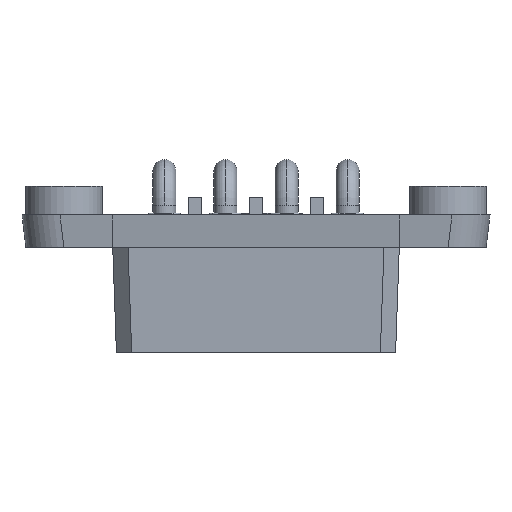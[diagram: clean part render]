
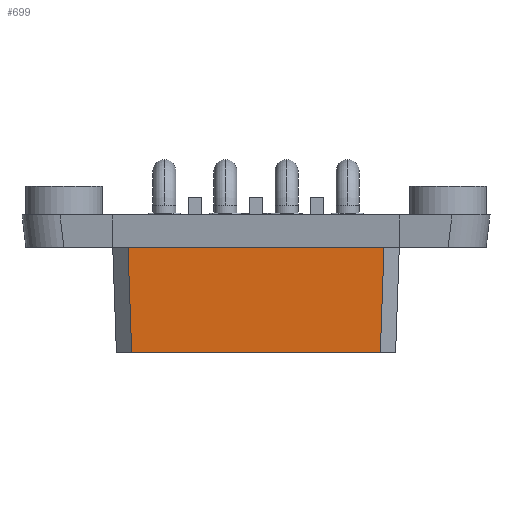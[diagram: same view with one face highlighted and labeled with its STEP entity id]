
A CAD part, front view. The second image highlights one B-rep face of the part: STEP entity #699.
In plain terms, the highlighted free-form (B-spline) face has degree [1, 1] with [2, 2] control points.
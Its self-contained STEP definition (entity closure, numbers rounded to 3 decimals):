
#660=CARTESIAN_POINT('',(8.124,-3.733,6.448));
#661=CARTESIAN_POINT('',(8.124,-3.508,0.));
#662=CARTESIAN_POINT('',(-8.1,-3.733,6.448));
#663=CARTESIAN_POINT('',(-8.1,-3.508,0.));
#664=B_SPLINE_SURFACE_WITH_KNOTS('',1,1,((#660,#661),(#662,#663)),.RULED_SURF.,.F.,.F.,.U.,(2,2),(2,2),(-0.042,1.04),(-0.04,1.),.UNSPECIFIED.);
#665=CARTESIAN_POINT('',(6.724,-3.724,6.2));
#666=VERTEX_POINT('',#665);
#667=CARTESIAN_POINT('',(-6.724,-3.724,6.2));
#668=VERTEX_POINT('',#667);
#669=CARTESIAN_POINT('',(6.724,-3.724,6.2));
#670=DIRECTION('',(-1.,0.,0.));
#671=VECTOR('',#670,13.448);
#672=LINE('',#669,#671);
#673=EDGE_CURVE('',#666,#668,#672,.T.);
#674=ORIENTED_EDGE('',*,*,#673,.T.);
#675=CARTESIAN_POINT('',(-6.507,-3.508,0.));
#676=VERTEX_POINT('',#675);
#677=CARTESIAN_POINT('',(-6.724,-3.724,6.2));
#678=DIRECTION('',(0.035,0.035,-0.999));
#679=VECTOR('',#678,6.208);
#680=LINE('',#677,#679);
#681=EDGE_CURVE('',#668,#676,#680,.T.);
#682=ORIENTED_EDGE('',*,*,#681,.T.);
#683=CARTESIAN_POINT('',(6.507,-3.508,0.));
#684=VERTEX_POINT('',#683);
#685=CARTESIAN_POINT('',(-6.507,-3.508,0.));
#686=DIRECTION('',(1.,0.,0.));
#687=VECTOR('',#686,13.015);
#688=LINE('',#685,#687);
#689=EDGE_CURVE('',#676,#684,#688,.T.);
#690=ORIENTED_EDGE('',*,*,#689,.T.);
#691=CARTESIAN_POINT('',(6.507,-3.508,0.));
#692=DIRECTION('',(0.035,-0.035,0.999));
#693=VECTOR('',#692,6.208);
#694=LINE('',#691,#693);
#695=EDGE_CURVE('',#684,#666,#694,.T.);
#696=ORIENTED_EDGE('',*,*,#695,.T.);
#697=EDGE_LOOP('',(#674,#682,#690,#696));
#698=FACE_OUTER_BOUND('',#697,.T.);
#699=ADVANCED_FACE('',(#698),#664,.T.);
